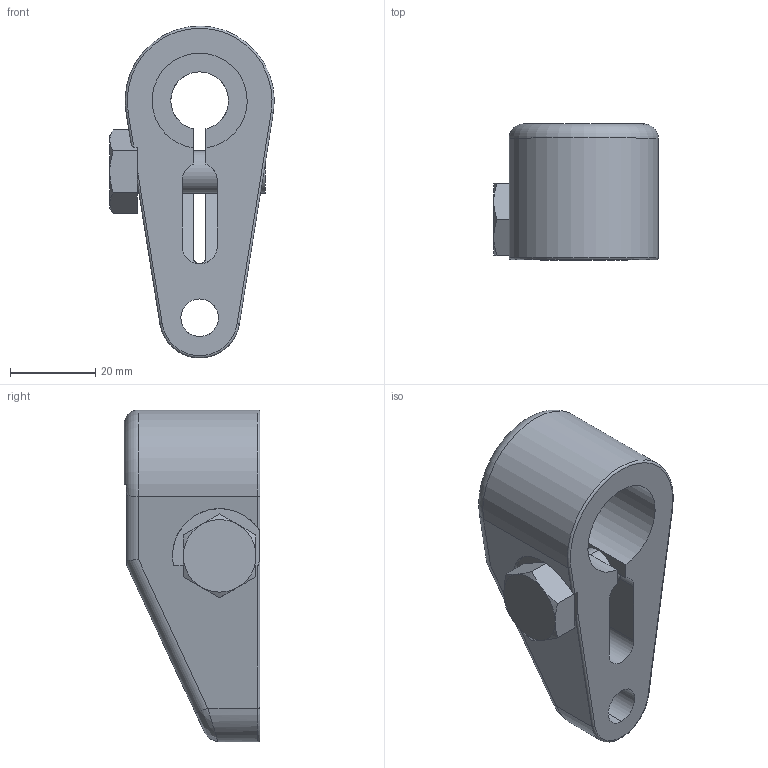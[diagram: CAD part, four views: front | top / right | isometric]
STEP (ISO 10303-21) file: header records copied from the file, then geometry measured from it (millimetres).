
FILE_DESCRIPTION((''),'2;1');
FILE_NAME('ILCM44102200','2006-05-15T',('KR'),(''),'PRO/ENGINEER BY PARAMETRIC TECHNOLOGY CORPORATION, 2004290','PRO/ENGINEER BY PARAMETRIC TECHNOLOGY CORPORATION, 2004290','');
FILE_SCHEMA(('AUTOMOTIVE_DESIGN_CC2 { 1 2 10303 214 -1 1 5 2 }'));
Length unit declared in the file: millimetre
Products named in the file (1): ILCM44102200
Bounding box: 38.48 x 31.75 x 77.65 mm (x, y, z)
Volume: 39681.8 mm3; surface area: 13612.2 mm2
Topology: 1 solids, 1 shells, 65 faces, 178 edges, 113 vertices
Faces by surface type: cylinder 28, plane 27, cone 6, torus 3, bspline 1
Entity records: 3223 total; most frequent: CARTESIAN_POINT 739, ORIENTED_EDGE 356, DIRECTION 322, PRESENTATION_STYLE_ASSIGNMENT 195, STYLED_ITEM 179, CURVE_STYLE 178, EDGE_CURVE 178, AXIS2_PLACEMENT_3D 118
